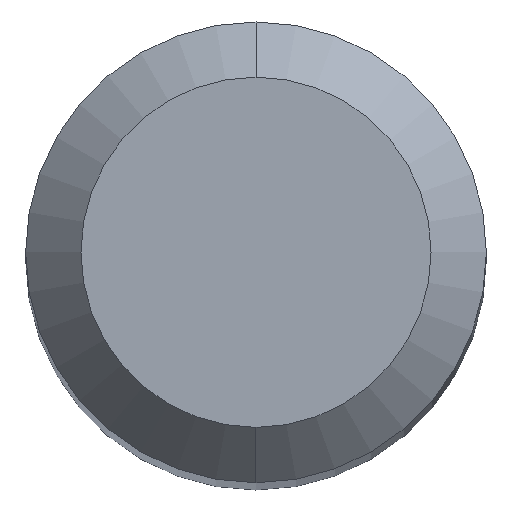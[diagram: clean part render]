
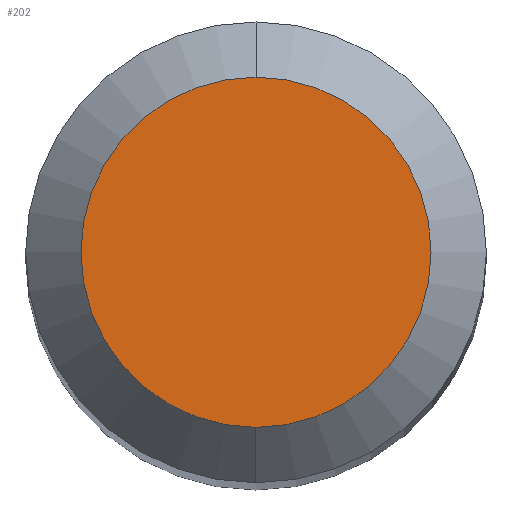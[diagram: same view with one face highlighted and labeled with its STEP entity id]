
A CAD part, top view. The second image highlights one B-rep face of the part: STEP entity #202.
In plain terms, the highlighted planar face has unit normal (0, 0, 1).
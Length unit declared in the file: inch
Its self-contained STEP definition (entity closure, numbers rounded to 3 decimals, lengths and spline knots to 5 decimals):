
#8 = AXIS2_PLACEMENT_3D ( 'NONE', #204, #370, #127 ) ;
#26 = CARTESIAN_POINT ( 'NONE',  ( 0., -0.0475, 0. ) ) ;
#55 = CARTESIAN_POINT ( 'NONE',  ( 0., 0.0475, 0. ) ) ;
#95 = FACE_OUTER_BOUND ( 'NONE', #478, .T. ) ;
#107 = ORIENTED_EDGE ( 'NONE', *, *, #450, .T. ) ;
#127 = DIRECTION ( 'NONE',  ( 0., 1., 0. ) ) ;
#130 = CIRCLE ( 'NONE', #210, 0.0475 ) ;
#148 = DIRECTION ( 'NONE',  ( 0., -1., 0. ) ) ;
#170 = PLANE ( 'NONE',  #8 ) ;
#187 = VERTEX_POINT ( 'NONE', #26 ) ;
#202 = ADVANCED_FACE ( 'NONE', ( #95 ), #170, .F. ) ;
#204 = CARTESIAN_POINT ( 'NONE',  ( 0., 0.0475, 0. ) ) ;
#210 = AXIS2_PLACEMENT_3D ( 'NONE', #319, #270, #148 ) ;
#230 = VERTEX_POINT ( 'NONE', #55 ) ;
#266 = DIRECTION ( 'NONE',  ( 0., -1., 0. ) ) ;
#270 = DIRECTION ( 'NONE',  ( 0., 0., 1. ) ) ;
#286 = CIRCLE ( 'NONE', #342, 0.0475 ) ;
#298 = ORIENTED_EDGE ( 'NONE', *, *, #337, .T. ) ;
#319 = CARTESIAN_POINT ( 'NONE',  ( 0., 0., 0. ) ) ;
#337 = EDGE_CURVE ( 'NONE', #187, #230, #286, .T. ) ;
#342 = AXIS2_PLACEMENT_3D ( 'NONE', #510, #386, #266 ) ;
#370 = DIRECTION ( 'NONE',  ( 0., 0., -1. ) ) ;
#386 = DIRECTION ( 'NONE',  ( 0., 0., 1. ) ) ;
#450 = EDGE_CURVE ( 'NONE', #230, #187, #130, .T. ) ;
#478 = EDGE_LOOP ( 'NONE', ( #107, #298 ) ) ;
#510 = CARTESIAN_POINT ( 'NONE',  ( 0., 0., 0. ) ) ;
